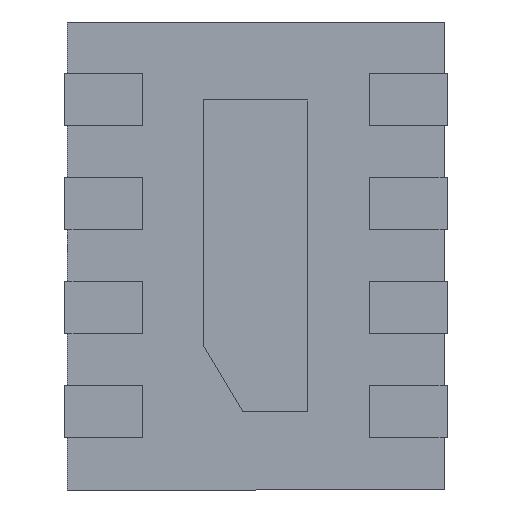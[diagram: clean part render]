
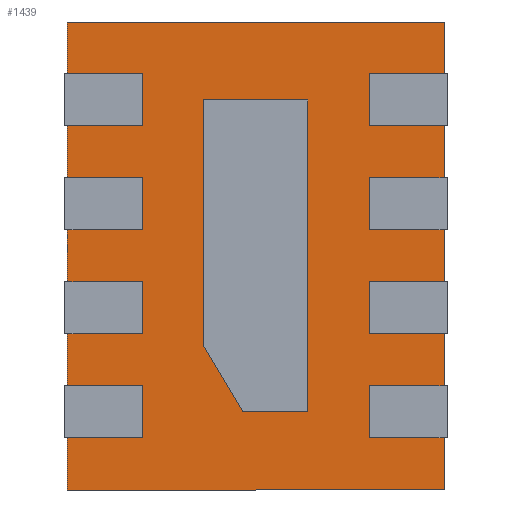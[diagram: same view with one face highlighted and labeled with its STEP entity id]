
A CAD part, front view. The second image highlights one B-rep face of the part: STEP entity #1439.
In plain terms, the highlighted planar face has unit normal (0, -1, 0).
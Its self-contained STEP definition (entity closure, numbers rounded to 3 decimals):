
#37 = ORIENTED_EDGE ( 'NONE', *, *, #1308, .F. ) ;
#174 = CARTESIAN_POINT ( 'NONE',  ( 0.725, 0.05, -0.9 ) ) ;
#203 = EDGE_CURVE ( 'NONE', #827, #2028, #1996, .T. ) ;
#279 = LINE ( 'NONE', #1966, #2611 ) ;
#494 = AXIS2_PLACEMENT_3D ( 'NONE', #1008, #815, #2520 ) ;
#561 = CARTESIAN_POINT ( 'NONE',  ( 0.725, 0.05, -0.9 ) ) ;
#615 = ORIENTED_EDGE ( 'NONE', *, *, #1371, .F. ) ;
#815 = DIRECTION ( 'NONE',  ( 0., 1., 0. ) ) ;
#827 = VERTEX_POINT ( 'NONE', #2384 ) ;
#862 = CARTESIAN_POINT ( 'NONE',  ( -0.725, 0.05, 0.9 ) ) ;
#916 = LINE ( 'NONE', #2192, #1662 ) ;
#917 = EDGE_CURVE ( 'NONE', #1480, #1201, #2460, .T. ) ;
#1005 = VECTOR ( 'NONE', #2626, 1000. ) ;
#1008 = CARTESIAN_POINT ( 'NONE',  ( 0., 0.05, 0. ) ) ;
#1036 = EDGE_LOOP ( 'NONE', ( #1157, #615, #1182, #37 ) ) ;
#1157 = ORIENTED_EDGE ( 'NONE', *, *, #917, .F. ) ;
#1182 = ORIENTED_EDGE ( 'NONE', *, *, #203, .F. ) ;
#1201 = VERTEX_POINT ( 'NONE', #174 ) ;
#1212 = DIRECTION ( 'NONE',  ( 0., 0., -1. ) ) ;
#1308 = EDGE_CURVE ( 'NONE', #1201, #827, #916, .T. ) ;
#1371 = EDGE_CURVE ( 'NONE', #2028, #1480, #279, .T. ) ;
#1386 = CARTESIAN_POINT ( 'NONE',  ( -0.725, 0.05, -0.9 ) ) ;
#1439 = ADVANCED_FACE ( 'NONE', ( #2035 ), #2684, .F. ) ;
#1480 = VERTEX_POINT ( 'NONE', #1903 ) ;
#1519 = VECTOR ( 'NONE', #1212, 1000. ) ;
#1662 = VECTOR ( 'NONE', #2451, 1000. ) ;
#1784 = DIRECTION ( 'NONE',  ( 1., 0., 0. ) ) ;
#1903 = CARTESIAN_POINT ( 'NONE',  ( 0.725, 0.05, 0.9 ) ) ;
#1966 = CARTESIAN_POINT ( 'NONE',  ( -0.725, 0.05, 0.9 ) ) ;
#1996 = LINE ( 'NONE', #1386, #1005 ) ;
#2028 = VERTEX_POINT ( 'NONE', #862 ) ;
#2035 = FACE_OUTER_BOUND ( 'NONE', #1036, .T. ) ;
#2192 = CARTESIAN_POINT ( 'NONE',  ( -0.725, 0.05, -0.9 ) ) ;
#2384 = CARTESIAN_POINT ( 'NONE',  ( -0.725, 0.05, -0.9 ) ) ;
#2451 = DIRECTION ( 'NONE',  ( -1., 0., 0. ) ) ;
#2460 = LINE ( 'NONE', #561, #1519 ) ;
#2520 = DIRECTION ( 'NONE',  ( 0., 0., 1. ) ) ;
#2611 = VECTOR ( 'NONE', #1784, 1000. ) ;
#2626 = DIRECTION ( 'NONE',  ( 0., 0., 1. ) ) ;
#2684 = PLANE ( 'NONE',  #494 ) ;
